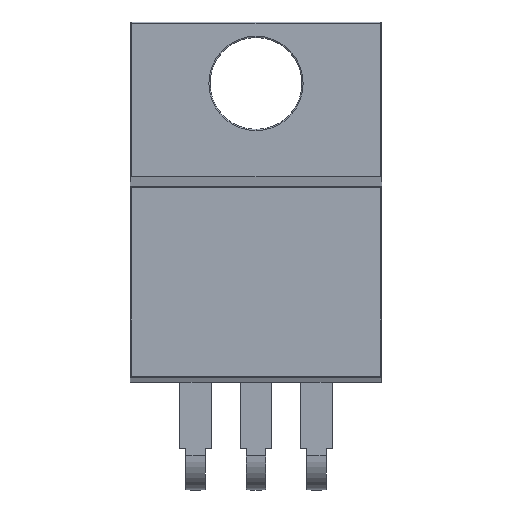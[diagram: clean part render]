
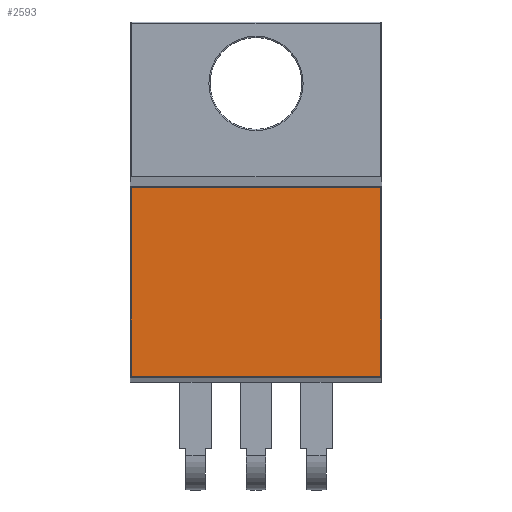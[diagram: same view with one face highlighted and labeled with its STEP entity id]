
A CAD part, top view. The second image highlights one B-rep face of the part: STEP entity #2593.
In plain terms, the highlighted planar face has unit normal (0, 0, 1).
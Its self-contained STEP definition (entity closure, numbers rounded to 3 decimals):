
#2039 = VERTEX_POINT('',#2040);
#2040 = CARTESIAN_POINT('',(5.15,4.491,4.5));
#2064 = VERTEX_POINT('',#2065);
#2065 = CARTESIAN_POINT('',(-5.15,4.491,4.5));
#2091 = VERTEX_POINT('',#2092);
#2092 = CARTESIAN_POINT('',(5.15,12.303,4.5));
#2099 = EDGE_CURVE('',#2039,#2091,#2100,.T.);
#2100 = LINE('',#2101,#2102);
#2101 = CARTESIAN_POINT('',(5.15,12.347,4.5));
#2102 = VECTOR('',#2103,1.);
#2103 = DIRECTION('',(0.,1.,0.));
#2130 = EDGE_CURVE('',#2064,#2039,#2131,.T.);
#2131 = LINE('',#2132,#2133);
#2132 = CARTESIAN_POINT('',(-5.2,4.491,4.5));
#2133 = VECTOR('',#2134,1.);
#2134 = DIRECTION('',(1.,0.,0.));
#2169 = EDGE_CURVE('',#2170,#2064,#2172,.T.);
#2170 = VERTEX_POINT('',#2171);
#2171 = CARTESIAN_POINT('',(-5.15,12.303,4.5));
#2172 = LINE('',#2173,#2174);
#2173 = CARTESIAN_POINT('',(-5.15,4.446,4.5));
#2174 = VECTOR('',#2175,1.);
#2175 = DIRECTION('',(0.,-1.,0.));
#2200 = EDGE_CURVE('',#2091,#2170,#2201,.T.);
#2201 = LINE('',#2202,#2203);
#2202 = CARTESIAN_POINT('',(-5.2,12.303,4.5));
#2203 = VECTOR('',#2204,1.);
#2204 = DIRECTION('',(-1.,0.,0.));
#2593 = ADVANCED_FACE('',(#2594),#2600,.F.);
#2594 = FACE_BOUND('',#2595,.T.);
#2595 = EDGE_LOOP('',(#2596,#2597,#2598,#2599));
#2596 = ORIENTED_EDGE('',*,*,#2130,.T.);
#2597 = ORIENTED_EDGE('',*,*,#2099,.T.);
#2598 = ORIENTED_EDGE('',*,*,#2200,.T.);
#2599 = ORIENTED_EDGE('',*,*,#2169,.T.);
#2600 = PLANE('',#2601);
#2601 = AXIS2_PLACEMENT_3D('',#2602,#2603,#2604);
#2602 = CARTESIAN_POINT('',(-5.2,4.446,4.5));
#2603 = DIRECTION('',(0.,0.,-1.));
#2604 = DIRECTION('',(0.,-1.,0.));
